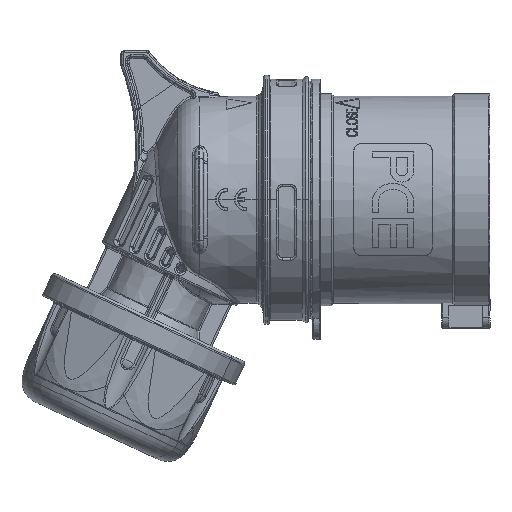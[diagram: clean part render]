
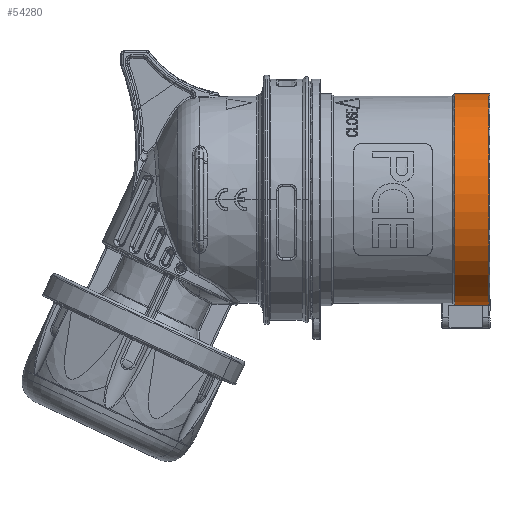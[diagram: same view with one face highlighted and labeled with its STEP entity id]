
A CAD part, top view. The second image highlights one B-rep face of the part: STEP entity #54280.
In plain terms, the highlighted cylindrical face has radius 28.45 mm (diameter 56.9 mm), a partial arc.
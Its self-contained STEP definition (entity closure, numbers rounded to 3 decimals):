
#5604 = VECTOR ( 'NONE', #16982, 1000. ) ;
#5881 = VERTEX_POINT ( 'NONE', #59114 ) ;
#7022 = CARTESIAN_POINT ( 'NONE',  ( 48.2, -28.291, 3. ) ) ;
#7176 = AXIS2_PLACEMENT_3D ( 'NONE', #29595, #55338, #18282 ) ;
#10197 = ORIENTED_EDGE ( 'NONE', *, *, #20342, .T. ) ;
#13286 = DIRECTION ( 'NONE',  ( 0., 1., 0. ) ) ;
#15689 = EDGE_CURVE ( 'NONE', #31784, #36288, #63990, .T. ) ;
#15905 = LINE ( 'NONE', #63606, #23663 ) ;
#16982 = DIRECTION ( 'NONE',  ( 1., 0., 0. ) ) ;
#18282 = DIRECTION ( 'NONE',  ( 0., -1., 0. ) ) ;
#19896 = DIRECTION ( 'NONE',  ( -1., 0., 0. ) ) ;
#20342 = EDGE_CURVE ( 'NONE', #5881, #31784, #43408, .T. ) ;
#23663 = VECTOR ( 'NONE', #27890, 1000. ) ;
#24182 = CARTESIAN_POINT ( 'NONE',  ( 46.5, -28.291, 3. ) ) ;
#24458 = ORIENTED_EDGE ( 'NONE', *, *, #52641, .T. ) ;
#24697 = CIRCLE ( 'NONE', #7176, 28.45 ) ;
#27890 = DIRECTION ( 'NONE',  ( -1., 0., 0. ) ) ;
#29595 = CARTESIAN_POINT ( 'NONE',  ( 39., 0., 0. ) ) ;
#29904 = AXIS2_PLACEMENT_3D ( 'NONE', #56982, #19896, #61463 ) ;
#31784 = VERTEX_POINT ( 'NONE', #24182 ) ;
#34644 = CARTESIAN_POINT ( 'NONE',  ( 48.2, 28.45, 0. ) ) ;
#36288 = VERTEX_POINT ( 'NONE', #7022 ) ;
#39042 = FACE_OUTER_BOUND ( 'NONE', #52237, .T. ) ;
#43408 = LINE ( 'NONE', #49570, #60799 ) ;
#43878 = VERTEX_POINT ( 'NONE', #34644 ) ;
#44506 = DIRECTION ( 'NONE',  ( -1., 0., 0. ) ) ;
#47162 = CARTESIAN_POINT ( 'NONE',  ( 39., 28.45, 0. ) ) ;
#49479 = EDGE_CURVE ( 'NONE', #55958, #5881, #24697, .T. ) ;
#49570 = CARTESIAN_POINT ( 'NONE',  ( -8.17, -28.291, 3. ) ) ;
#52237 = EDGE_LOOP ( 'NONE', ( #24458, #54688, #67006, #10197, #66358 ) ) ;
#52641 = EDGE_CURVE ( 'NONE', #36288, #43878, #59527, .T. ) ;
#54280 = ADVANCED_FACE ( 'NONE', ( #39042 ), #65468, .T. ) ;
#54688 = ORIENTED_EDGE ( 'NONE', *, *, #60064, .T. ) ;
#55338 = DIRECTION ( 'NONE',  ( 1., 0., 0. ) ) ;
#55958 = VERTEX_POINT ( 'NONE', #47162 ) ;
#56982 = CARTESIAN_POINT ( 'NONE',  ( 48.2, 0., 0. ) ) ;
#59114 = CARTESIAN_POINT ( 'NONE',  ( 39., -28.291, 3. ) ) ;
#59527 = CIRCLE ( 'NONE', #29904, 28.45 ) ;
#60064 = EDGE_CURVE ( 'NONE', #43878, #55958, #15905, .T. ) ;
#60799 = VECTOR ( 'NONE', #64015, 1000. ) ;
#61463 = DIRECTION ( 'NONE',  ( 0., 1., 0. ) ) ;
#62624 = CARTESIAN_POINT ( 'NONE',  ( -8.17, -28.291, 3. ) ) ;
#62871 = AXIS2_PLACEMENT_3D ( 'NONE', #64442, #44506, #13286 ) ;
#63606 = CARTESIAN_POINT ( 'NONE',  ( -8.17, 28.45, 0. ) ) ;
#63990 = LINE ( 'NONE', #62624, #5604 ) ;
#64015 = DIRECTION ( 'NONE',  ( 1., 0., 0. ) ) ;
#64442 = CARTESIAN_POINT ( 'NONE',  ( -8.17, 0., 0. ) ) ;
#65468 = CYLINDRICAL_SURFACE ( 'NONE', #62871, 28.45 ) ;
#66358 = ORIENTED_EDGE ( 'NONE', *, *, #15689, .T. ) ;
#67006 = ORIENTED_EDGE ( 'NONE', *, *, #49479, .T. ) ;
